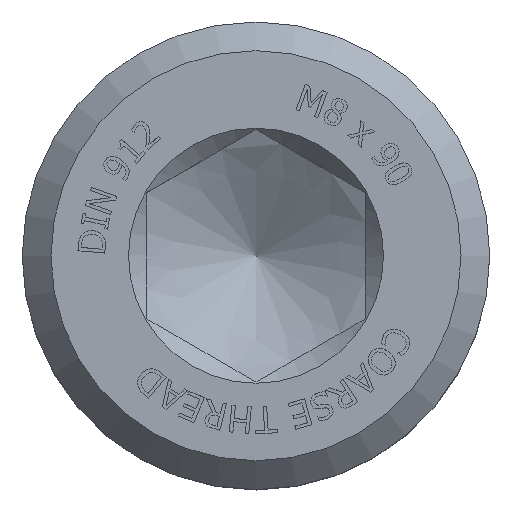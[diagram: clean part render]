
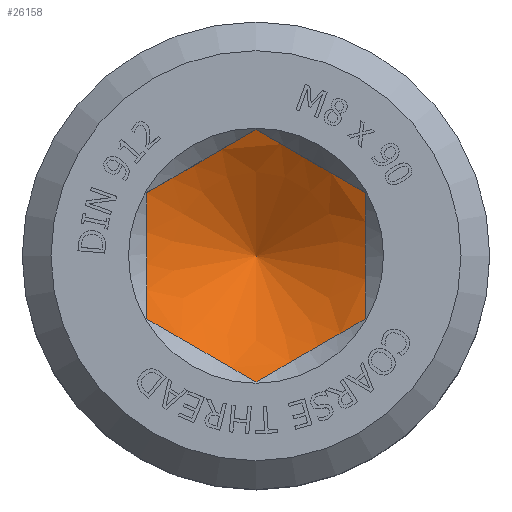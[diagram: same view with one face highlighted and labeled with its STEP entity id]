
A CAD part, top view. The second image highlights one B-rep face of the part: STEP entity #26158.
In plain terms, the highlighted conical face has half-angle 60 degrees and reference radius 2.6 mm.
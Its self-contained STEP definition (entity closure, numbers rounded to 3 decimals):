
#25806=CARTESIAN_POINT('',(0.,3.51,-4.0));
#25807=VERTEX_POINT('',#25806);
#25814=CARTESIAN_POINT('',(3.04,1.755,-4.0));
#25815=VERTEX_POINT('',#25814);
#25816=CARTESIAN_POINT('',(3.04,1.755,-4.0));
#25817=CARTESIAN_POINT('',(1.52,2.633,-4.507));
#25818=CARTESIAN_POINT('',(0.,3.51,-4.0));
#25826=(BOUNDED_CURVE()B_SPLINE_CURVE(2,(#25816,#25817,#25818),.UNSPECIFIED.,.F.,.U.)B_SPLINE_CURVE_WITH_KNOTS((3,3),(0.21,0.67),.UNSPECIFIED.)CURVE()GEOMETRIC_REPRESENTATION_ITEM()RATIONAL_B_SPLINE_CURVE((1.258,1.453,1.258))REPRESENTATION_ITEM(''));
#25827=EDGE_CURVE('',#25815,#25807,#25826,.T.);
#25844=CARTESIAN_POINT('',(-3.04,1.755,-4.0));
#25845=VERTEX_POINT('',#25844);
#25852=CARTESIAN_POINT('',(0.,3.51,-4.0));
#25853=CARTESIAN_POINT('',(-1.52,2.633,-4.507));
#25854=CARTESIAN_POINT('',(-3.04,1.755,-4.0));
#25862=(BOUNDED_CURVE()B_SPLINE_CURVE(2,(#25852,#25853,#25854),.UNSPECIFIED.,.F.,.U.)B_SPLINE_CURVE_WITH_KNOTS((3,3),(0.21,0.67),.UNSPECIFIED.)CURVE()GEOMETRIC_REPRESENTATION_ITEM()RATIONAL_B_SPLINE_CURVE((1.258,1.453,1.258))REPRESENTATION_ITEM(''));
#25863=EDGE_CURVE('',#25807,#25845,#25862,.T.);
#25875=CARTESIAN_POINT('',(-3.04,-1.755,-4.0));
#25876=VERTEX_POINT('',#25875);
#25883=CARTESIAN_POINT('',(-3.04,1.755,-4.0));
#25884=CARTESIAN_POINT('',(-3.04,0.,-4.507));
#25885=CARTESIAN_POINT('',(-3.04,-1.755,-4.0));
#25893=(BOUNDED_CURVE()B_SPLINE_CURVE(2,(#25883,#25884,#25885),.UNSPECIFIED.,.F.,.U.)B_SPLINE_CURVE_WITH_KNOTS((3,3),(0.21,0.67),.UNSPECIFIED.)CURVE()GEOMETRIC_REPRESENTATION_ITEM()RATIONAL_B_SPLINE_CURVE((1.258,1.453,1.258))REPRESENTATION_ITEM(''));
#25894=EDGE_CURVE('',#25845,#25876,#25893,.T.);
#25906=CARTESIAN_POINT('',(0.,-3.51,-4.0));
#25907=VERTEX_POINT('',#25906);
#25914=CARTESIAN_POINT('',(-3.04,-1.755,-4.0));
#25915=CARTESIAN_POINT('',(-1.52,-2.633,-4.507));
#25916=CARTESIAN_POINT('',(0.,-3.51,-4.0));
#25924=(BOUNDED_CURVE()B_SPLINE_CURVE(2,(#25914,#25915,#25916),.UNSPECIFIED.,.F.,.U.)B_SPLINE_CURVE_WITH_KNOTS((3,3),(0.21,0.67),.UNSPECIFIED.)CURVE()GEOMETRIC_REPRESENTATION_ITEM()RATIONAL_B_SPLINE_CURVE((1.258,1.453,1.258))REPRESENTATION_ITEM(''));
#25925=EDGE_CURVE('',#25876,#25907,#25924,.T.);
#25937=CARTESIAN_POINT('',(3.04,-1.755,-4.));
#25938=VERTEX_POINT('',#25937);
#25945=CARTESIAN_POINT('',(0.,-3.51,-4.0));
#25946=CARTESIAN_POINT('',(1.52,-2.633,-4.507));
#25947=CARTESIAN_POINT('',(3.04,-1.755,-4.));
#25955=(BOUNDED_CURVE()B_SPLINE_CURVE(2,(#25945,#25946,#25947),.UNSPECIFIED.,.F.,.U.)B_SPLINE_CURVE_WITH_KNOTS((3,3),(0.21,0.67),.UNSPECIFIED.)CURVE()GEOMETRIC_REPRESENTATION_ITEM()RATIONAL_B_SPLINE_CURVE((1.258,1.453,1.258))REPRESENTATION_ITEM(''));
#25956=EDGE_CURVE('',#25907,#25938,#25955,.T.);
#25969=CARTESIAN_POINT('',(3.04,-1.755,-4.));
#25970=CARTESIAN_POINT('',(3.04,0.,-4.507));
#25971=CARTESIAN_POINT('',(3.04,1.755,-4.0));
#25979=(BOUNDED_CURVE()B_SPLINE_CURVE(2,(#25969,#25970,#25971),.UNSPECIFIED.,.F.,.U.)B_SPLINE_CURVE_WITH_KNOTS((3,3),(0.21,0.67),.UNSPECIFIED.)CURVE()GEOMETRIC_REPRESENTATION_ITEM()RATIONAL_B_SPLINE_CURVE((1.258,1.453,1.258))REPRESENTATION_ITEM(''));
#25980=EDGE_CURVE('',#25938,#25815,#25979,.T.);
#26145=CARTESIAN_POINT('',(0.0,0.,-4.526));
#26146=DIRECTION('',(0.0,0.,1.0));
#26147=DIRECTION('',(0.0,1.0,0.0));
#26148=AXIS2_PLACEMENT_3D('',#26145,#26146,#26147);
#26149=CONICAL_SURFACE('',#26148,2.6,60.);
#26150=ORIENTED_EDGE('',*,*,#25894,.T.);
#26151=ORIENTED_EDGE('',*,*,#25925,.T.);
#26152=ORIENTED_EDGE('',*,*,#25956,.T.);
#26153=ORIENTED_EDGE('',*,*,#25980,.T.);
#26154=ORIENTED_EDGE('',*,*,#25827,.T.);
#26155=ORIENTED_EDGE('',*,*,#25863,.T.);
#26156=EDGE_LOOP('',(#26150,#26151,#26152,#26153,#26154,#26155));
#26157=FACE_OUTER_BOUND('',#26156,.T.);
#26158=ADVANCED_FACE('',(#26157),#26149,.F.);
